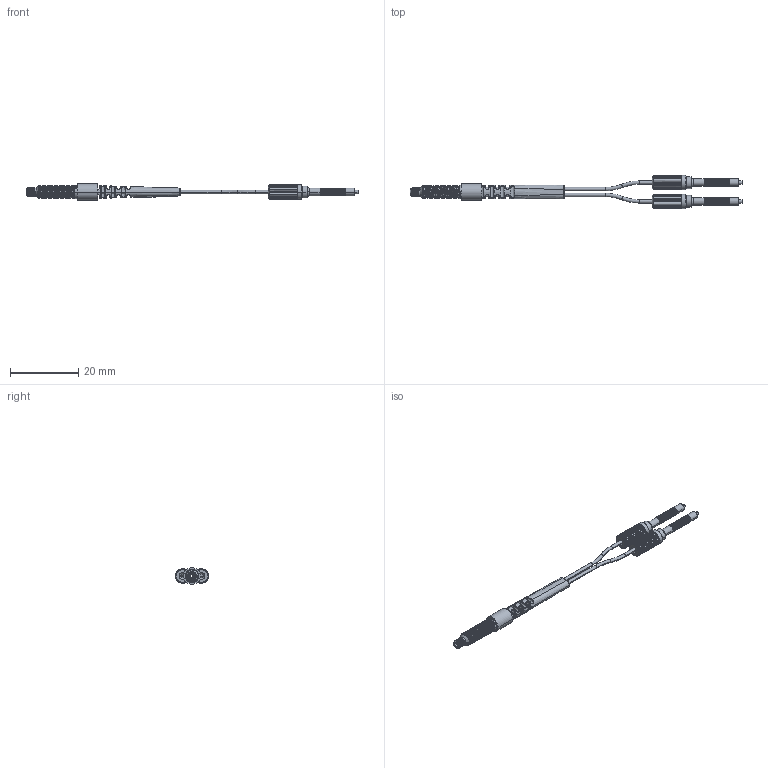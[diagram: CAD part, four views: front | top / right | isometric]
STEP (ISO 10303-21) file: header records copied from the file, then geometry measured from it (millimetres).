
FILE_DESCRIPTION((''),'2;1');
FILE_NAME('PRE4Y10_ASM','2020-06-06T10:21:17',('Administrator'),(''),'CREO PARAMETRIC BY PTC INC, 2018400','CREO PARAMETRIC BY PTC INC, 2018400','');
FILE_SCHEMA(('AUTOMOTIVE_DESIGN { 1 0 10303 214 1 1 1 1 }'));
Products named in the file (6): BOJKE-M4_; 10XXX__; JW22_10__; PRM3-10__; 10XIAN__ASM; PRE4Y10_ASM
Assembly tree (6 placements, depth 3):
  PRE4Y10_ASM
    BOJKE-M4_
    10XIAN__ASM
      10XXX__
      JW22_10__  x2
      PRM3-10__
Bounding box: 97 x 9.7 x 4.8 mm (x, y, z)
Volume: 839.5 mm3; surface area: 2333.9 mm2
Topology: 6 solids, 6 shells, 1156 faces, 2823 edges, 1684 vertices
Faces by surface type: cylinder 452, plane 255, bspline 229, torus 160, extrusion 46, cone 14
Entity records: 43604 total; most frequent: CARTESIAN_POINT 23838, ORIENTED_EDGE 3874, DIRECTION 3151, EDGE_CURVE 1937, AXIS2_PLACEMENT_3D 1356, VERTEX_POINT 1162, PRESENTATION_STYLE_ASSIGNMENT 837, STYLED_ITEM 837
